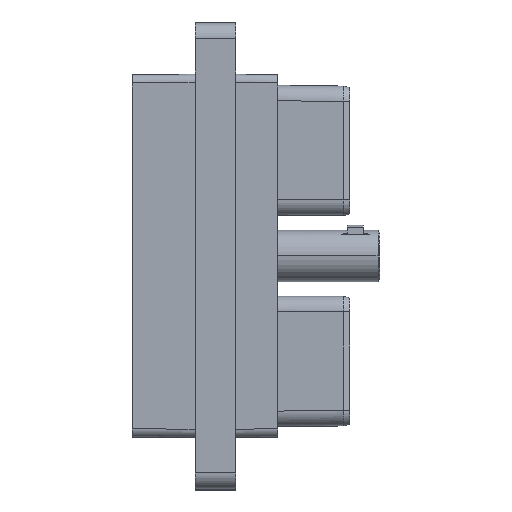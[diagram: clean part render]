
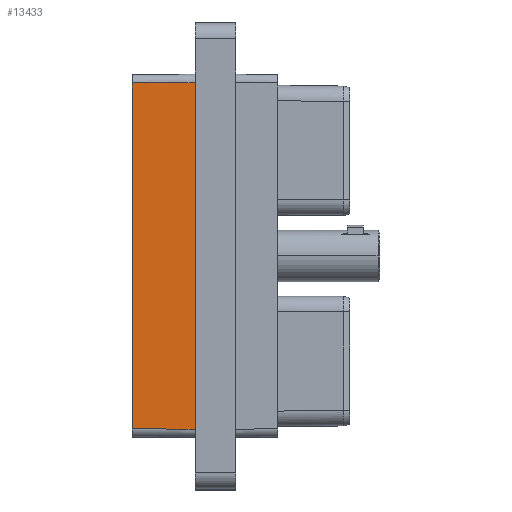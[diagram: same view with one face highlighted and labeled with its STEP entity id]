
A CAD part, top view. The second image highlights one B-rep face of the part: STEP entity #13433.
In plain terms, the highlighted planar face has unit normal (0, 0, 1).
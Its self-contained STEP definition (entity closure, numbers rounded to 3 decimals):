
#2136=CARTESIAN_POINT('',(-7.715,21.21,7.565));
#2164=DIRECTION('',(0.,1.,0.));
#2165=VECTOR('',#2164,42.42);
#2166=CARTESIAN_POINT('',(-7.715,-21.21,7.565));
#2167=LINE('',#2166,#2165);
#2194=CARTESIAN_POINT('',(-7.715,-21.21,7.565));
#2331=DIRECTION('',(-1.,-0.006,0.));
#2332=VECTOR('',#2331,8.2);
#2333=CARTESIAN_POINT('',(0.485,21.26,7.565));
#2334=LINE('',#2333,#2332);
#2335=DIRECTION('',(0.,-1.,0.));
#2336=VECTOR('',#2335,42.52);
#2337=CARTESIAN_POINT('',(0.485,21.26,7.565));
#2338=LINE('',#2337,#2336);
#2339=DIRECTION('',(1.,-0.006,0.));
#2340=VECTOR('',#2339,8.2);
#2341=CARTESIAN_POINT('',(-7.715,-21.21,7.565));
#2342=LINE('',#2341,#2340);
#11033=VERTEX_POINT('',#2136);
#11037=CARTESIAN_POINT('',(0.485,21.26,7.565));
#11038=VERTEX_POINT('',#11037);
#11062=VERTEX_POINT('',#2194);
#11063=CARTESIAN_POINT('',(0.485,-21.26,7.565));
#11064=VERTEX_POINT('',#11063);
#13421=CARTESIAN_POINT('',(0.,-22.21,7.565));
#13422=DIRECTION('',(0.,0.,1.));
#13423=DIRECTION('',(0.,1.,0.));
#13424=AXIS2_PLACEMENT_3D('',#13421,#13422,#13423);
#13425=PLANE('',#13424);
#13426=ORIENTED_EDGE('',*,*,#13416,.F.);
#13427=ORIENTED_EDGE('',*,*,#13181,.T.);
#13429=ORIENTED_EDGE('',*,*,#13428,.F.);
#13430=ORIENTED_EDGE('',*,*,#13344,.T.);
#13431=EDGE_LOOP('',(#13426,#13427,#13429,#13430));
#13432=FACE_OUTER_BOUND('',#13431,.F.);
#13433=ADVANCED_FACE('',(#13432),#13425,.T.);
#13181=EDGE_CURVE('',#11038,#11064,#2338,.T.);
#13344=EDGE_CURVE('',#11062,#11033,#2167,.T.);
#13416=EDGE_CURVE('',#11038,#11033,#2334,.T.);
#13428=EDGE_CURVE('',#11062,#11064,#2342,.T.);
